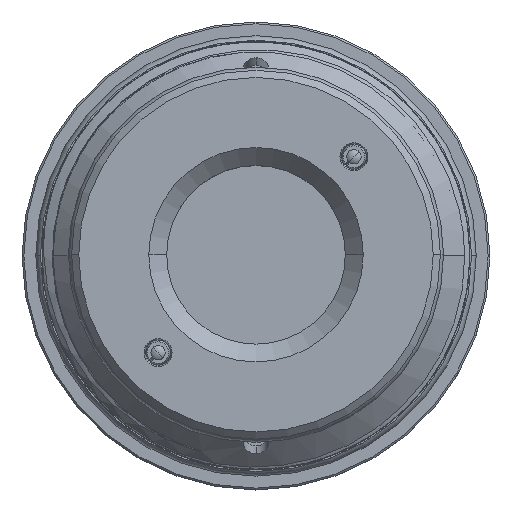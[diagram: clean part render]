
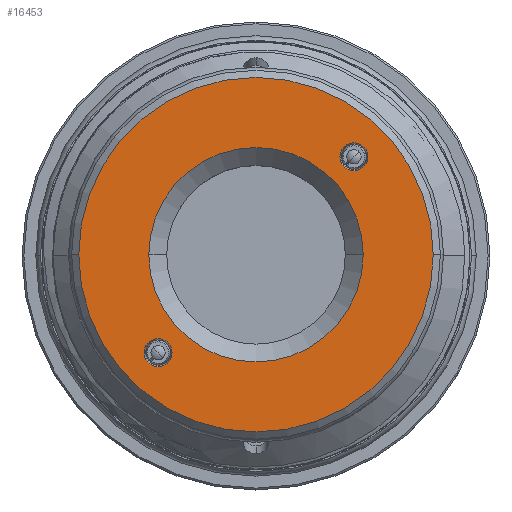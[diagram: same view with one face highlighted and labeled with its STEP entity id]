
A CAD part, top view. The second image highlights one B-rep face of the part: STEP entity #16453.
In plain terms, the highlighted planar face has unit normal (0, 0, 1).
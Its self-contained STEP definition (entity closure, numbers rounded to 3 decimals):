
#27 = VERTEX_POINT ( 'NONE', #9686 ) ;
#91 = EDGE_CURVE ( 'NONE', #16844, #15241, #11383, .T. ) ;
#155 = CIRCLE ( 'NONE', #10040, 12. ) ;
#234 = EDGE_CURVE ( 'NONE', #7288, #4183, #4813, .T. ) ;
#648 = CARTESIAN_POINT ( 'NONE',  ( 20.64, 0., 85.95 ) ) ;
#672 = DIRECTION ( 'NONE',  ( 0., 0., -1. ) ) ;
#713 = DIRECTION ( 'NONE',  ( 1., 0., 0. ) ) ;
#731 = DIRECTION ( 'NONE',  ( -1., 0., 0. ) ) ;
#825 = CARTESIAN_POINT ( 'NONE',  ( -12.521, -10.96, 85.95 ) ) ;
#1133 = FACE_BOUND ( 'NONE', #8522, .T. ) ;
#1163 = DIRECTION ( 'NONE',  ( -1., 0., 0. ) ) ;
#1345 = AXIS2_PLACEMENT_3D ( 'NONE', #3108, #11207, #14168 ) ;
#1469 = ORIENTED_EDGE ( 'NONE', *, *, #14276, .T. ) ;
#1495 = CARTESIAN_POINT ( 'NONE',  ( 0., 0., 85.95 ) ) ;
#1623 = DIRECTION ( 'NONE',  ( 1., 0., 0. ) ) ;
#2297 = AXIS2_PLACEMENT_3D ( 'NONE', #16790, #16911, #11001 ) ;
#2605 = ORIENTED_EDGE ( 'NONE', *, *, #18112, .T. ) ;
#2629 = VERTEX_POINT ( 'NONE', #6046 ) ;
#3108 = CARTESIAN_POINT ( 'NONE',  ( -10.96, -10.96, 85.95 ) ) ;
#3422 = PLANE ( 'NONE',  #6877 ) ;
#3523 = CIRCLE ( 'NONE', #16776, 12. ) ;
#3950 = CARTESIAN_POINT ( 'NONE',  ( -9.399, -10.96, 85.95 ) ) ;
#4183 = VERTEX_POINT ( 'NONE', #7579 ) ;
#4184 = FACE_BOUND ( 'NONE', #8595, .T. ) ;
#4221 = EDGE_CURVE ( 'NONE', #12263, #27, #13734, .T. ) ;
#4276 = EDGE_CURVE ( 'NONE', #2629, #8129, #155, .T. ) ;
#4813 = CIRCLE ( 'NONE', #2297, 19.84 ) ;
#5819 = DIRECTION ( 'NONE',  ( 0., 0., -1. ) ) ;
#5912 = CARTESIAN_POINT ( 'NONE',  ( 19.84, 0., 85.95 ) ) ;
#5949 = CIRCLE ( 'NONE', #7750, 1.561 ) ;
#6046 = CARTESIAN_POINT ( 'NONE',  ( 12., 0., 85.95 ) ) ;
#6304 = CARTESIAN_POINT ( 'NONE',  ( 0., 0., 85.95 ) ) ;
#6877 = AXIS2_PLACEMENT_3D ( 'NONE', #648, #10497, #713 ) ;
#6925 = AXIS2_PLACEMENT_3D ( 'NONE', #16723, #9525, #1163 ) ;
#7018 = ORIENTED_EDGE ( 'NONE', *, *, #4276, .T. ) ;
#7183 = DIRECTION ( 'NONE',  ( 1., 0., 0. ) ) ;
#7288 = VERTEX_POINT ( 'NONE', #5912 ) ;
#7579 = CARTESIAN_POINT ( 'NONE',  ( -19.84, 0., 85.95 ) ) ;
#7612 = DIRECTION ( 'NONE',  ( 0., 0., 1. ) ) ;
#7645 = EDGE_LOOP ( 'NONE', ( #12208, #14731 ) ) ;
#7750 = AXIS2_PLACEMENT_3D ( 'NONE', #15369, #15613, #7183 ) ;
#8129 = VERTEX_POINT ( 'NONE', #10453 ) ;
#8349 = EDGE_LOOP ( 'NONE', ( #1469, #10911 ) ) ;
#8522 = EDGE_LOOP ( 'NONE', ( #7018, #2605 ) ) ;
#8595 = EDGE_LOOP ( 'NONE', ( #18000, #9472 ) ) ;
#9095 = CARTESIAN_POINT ( 'NONE',  ( 10.96, 10.96, 85.95 ) ) ;
#9243 = DIRECTION ( 'NONE',  ( 0., 0., -1. ) ) ;
#9472 = ORIENTED_EDGE ( 'NONE', *, *, #91, .T. ) ;
#9525 = DIRECTION ( 'NONE',  ( 0., 0., -1. ) ) ;
#9686 = CARTESIAN_POINT ( 'NONE',  ( 12.521, 10.96, 85.95 ) ) ;
#10040 = AXIS2_PLACEMENT_3D ( 'NONE', #1495, #5819, #1623 ) ;
#10453 = CARTESIAN_POINT ( 'NONE',  ( -12., 0., 85.95 ) ) ;
#10497 = DIRECTION ( 'NONE',  ( 0., 0., 1. ) ) ;
#10609 = CARTESIAN_POINT ( 'NONE',  ( 0., 0., 85.95 ) ) ;
#10911 = ORIENTED_EDGE ( 'NONE', *, *, #234, .T. ) ;
#11001 = DIRECTION ( 'NONE',  ( 1., 0., 0. ) ) ;
#11036 = CIRCLE ( 'NONE', #6925, 1.561 ) ;
#11207 = DIRECTION ( 'NONE',  ( 0., 0., -1. ) ) ;
#11383 = CIRCLE ( 'NONE', #1345, 1.561 ) ;
#11722 = DIRECTION ( 'NONE',  ( 1., 0., 0. ) ) ;
#12074 = DIRECTION ( 'NONE',  ( 1., 0., 0. ) ) ;
#12208 = ORIENTED_EDGE ( 'NONE', *, *, #12257, .T. ) ;
#12257 = EDGE_CURVE ( 'NONE', #27, #12263, #11036, .T. ) ;
#12263 = VERTEX_POINT ( 'NONE', #12356 ) ;
#12356 = CARTESIAN_POINT ( 'NONE',  ( 9.399, 10.96, 85.95 ) ) ;
#13734 = CIRCLE ( 'NONE', #16608, 1.561 ) ;
#14042 = AXIS2_PLACEMENT_3D ( 'NONE', #6304, #7612, #11722 ) ;
#14168 = DIRECTION ( 'NONE',  ( 1., 0., 0. ) ) ;
#14276 = EDGE_CURVE ( 'NONE', #4183, #7288, #15422, .T. ) ;
#14731 = ORIENTED_EDGE ( 'NONE', *, *, #4221, .T. ) ;
#15241 = VERTEX_POINT ( 'NONE', #825 ) ;
#15369 = CARTESIAN_POINT ( 'NONE',  ( -10.96, -10.96, 85.95 ) ) ;
#15385 = FACE_OUTER_BOUND ( 'NONE', #8349, .T. ) ;
#15422 = CIRCLE ( 'NONE', #14042, 19.84 ) ;
#15613 = DIRECTION ( 'NONE',  ( 0., 0., -1. ) ) ;
#15618 = FACE_BOUND ( 'NONE', #7645, .T. ) ;
#16218 = EDGE_CURVE ( 'NONE', #15241, #16844, #5949, .T. ) ;
#16453 = ADVANCED_FACE ( 'NONE', ( #15618, #1133, #15385, #4184 ), #3422, .T. ) ;
#16608 = AXIS2_PLACEMENT_3D ( 'NONE', #9095, #672, #731 ) ;
#16723 = CARTESIAN_POINT ( 'NONE',  ( 10.96, 10.96, 85.95 ) ) ;
#16776 = AXIS2_PLACEMENT_3D ( 'NONE', #10609, #9243, #12074 ) ;
#16790 = CARTESIAN_POINT ( 'NONE',  ( 0., 0., 85.95 ) ) ;
#16844 = VERTEX_POINT ( 'NONE', #3950 ) ;
#16911 = DIRECTION ( 'NONE',  ( 0., 0., 1. ) ) ;
#18000 = ORIENTED_EDGE ( 'NONE', *, *, #16218, .T. ) ;
#18112 = EDGE_CURVE ( 'NONE', #8129, #2629, #3523, .T. ) ;
